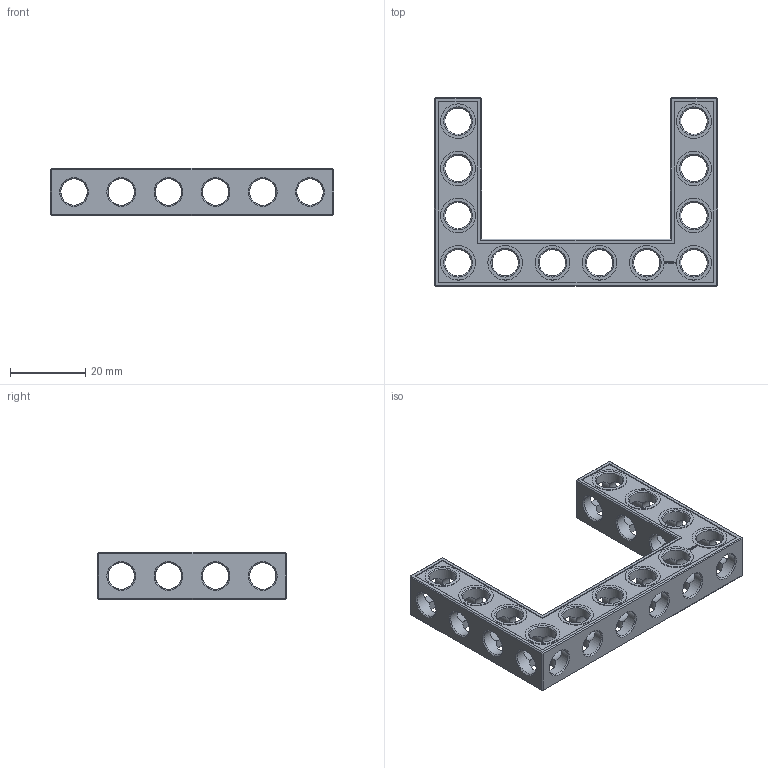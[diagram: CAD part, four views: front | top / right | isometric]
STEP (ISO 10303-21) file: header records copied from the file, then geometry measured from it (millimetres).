
FILE_DESCRIPTION(('FreeCAD Model'),'2;1');
FILE_NAME('Open CASCADE Shape Model','2022-02-23T18:18:10',( 'Paulo Kiefe'),('STEMFIE.org'),'Open CASCADE STEP processor 7.5', 'FreeCAD','Unknown');
FILE_SCHEMA(('AUTOMOTIVE_DESIGN { 1 0 10303 214 1 1 1 1 }'));
Products named in the file (1): Beam AGD ESS USH SYM BU06x04x01 - SPN-BEM-0360 (stemfie.org)
Bounding box: 75 x 50 x 12.5 mm (x, y, z)
Volume: 11723 mm3; surface area: 10614.5 mm2
Topology: 1 solids, 1 shells, 696 faces, 2002 edges, 1306 vertices
Faces by surface type: plane 379, extrusion 194, cylinder 73, cone 50
Full cylindrical faces by diameter (mm): 6.98 x10, 7 x51, 9.2 x12
Entity records: 81854 total; most frequent: CARTESIAN_POINT 44201, DIRECTION 5960, VECTOR 4380, LINE 4186, ORIENTED_EDGE 4004, PCURVE 4004, DEFINITIONAL_REPRESENTATION 4004, EDGE_CURVE 2002
